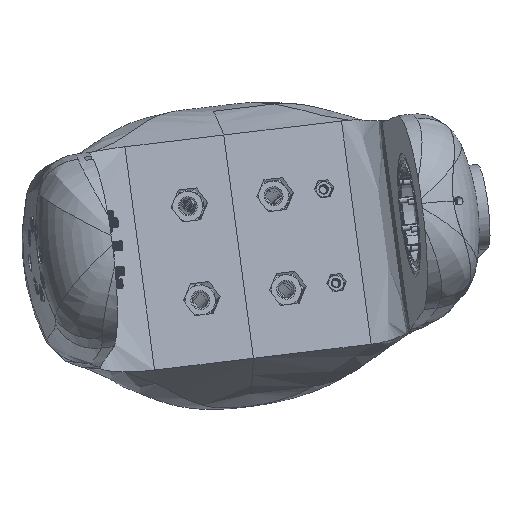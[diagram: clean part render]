
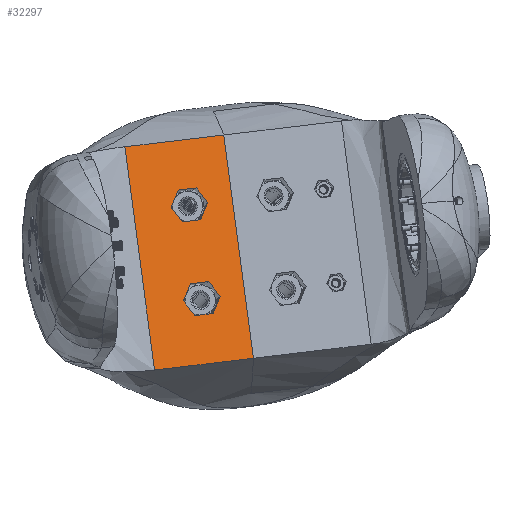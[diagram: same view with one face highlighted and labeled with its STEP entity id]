
A CAD part, top view. The second image highlights one B-rep face of the part: STEP entity #32297.
In plain terms, the highlighted face is planar.
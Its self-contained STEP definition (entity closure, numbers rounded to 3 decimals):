
#189 = LINE ( 'NONE', #41655, #3360 ) ;
#421 = DIRECTION ( 'NONE',  ( -0.866, 0., 0.5 ) ) ;
#620 = DIRECTION ( 'NONE',  ( 0.866, 0., -0.5 ) ) ;
#819 = CARTESIAN_POINT ( 'NONE',  ( 59.559, 54., 0. ) ) ;
#941 = LINE ( 'NONE', #14632, #27715 ) ;
#1410 = ORIENTED_EDGE ( 'NONE', *, *, #23799, .F. ) ;
#2288 = CARTESIAN_POINT ( 'NONE',  ( 59.559, 54., 53. ) ) ;
#2818 = ORIENTED_EDGE ( 'NONE', *, *, #26517, .F. ) ;
#3360 = VECTOR ( 'NONE', #21033, 1000. ) ;
#3411 = VERTEX_POINT ( 'NONE', #3659 ) ;
#3659 = CARTESIAN_POINT ( 'NONE',  ( -25., 54., 32.863 ) ) ;
#3940 = ORIENTED_EDGE ( 'NONE', *, *, #30468, .F. ) ;
#4371 = VERTEX_POINT ( 'NONE', #10308 ) ;
#5272 = EDGE_CURVE ( 'NONE', #27761, #24804, #40884, .T. ) ;
#5803 = CARTESIAN_POINT ( 'NONE',  ( 33.5, 54., 27.955 ) ) ;
#5997 = ORIENTED_EDGE ( 'NONE', *, *, #41955, .T. ) ;
#6014 = ORIENTED_EDGE ( 'NONE', *, *, #8254, .F. ) ;
#6284 = VECTOR ( 'NONE', #9185, 1000. ) ;
#6288 = EDGE_LOOP ( 'NONE', ( #19114, #28351, #31520, #5997 ) ) ;
#6346 = EDGE_CURVE ( 'NONE', #17837, #24423, #25232, .T. ) ;
#6534 = VERTEX_POINT ( 'NONE', #29962 ) ;
#6859 = ORIENTED_EDGE ( 'NONE', *, *, #23948, .F. ) ;
#7370 = ORIENTED_EDGE ( 'NONE', *, *, #11838, .F. ) ;
#7378 = CARTESIAN_POINT ( 'NONE',  ( -25., 54., 32.863 ) ) ;
#8138 = CARTESIAN_POINT ( 'NONE',  ( -59.559, 54., 0. ) ) ;
#8254 = EDGE_CURVE ( 'NONE', #18945, #36796, #26420, .T. ) ;
#9146 = CARTESIAN_POINT ( 'NONE',  ( 25., 54., 13.233 ) ) ;
#9155 = CARTESIAN_POINT ( 'NONE',  ( -16.5, 54., 27.955 ) ) ;
#9185 = DIRECTION ( 'NONE',  ( 0., 0., -1. ) ) ;
#9344 = DIRECTION ( 'NONE',  ( -1., 0., 0. ) ) ;
#9803 = CARTESIAN_POINT ( 'NONE',  ( -59.559, 54., 0. ) ) ;
#10094 = LINE ( 'NONE', #27331, #22634 ) ;
#10308 = CARTESIAN_POINT ( 'NONE',  ( 59.559, 54., 53. ) ) ;
#11173 = CARTESIAN_POINT ( 'NONE',  ( -33.5, 54., 18.141 ) ) ;
#11344 = ORIENTED_EDGE ( 'NONE', *, *, #27765, .F. ) ;
#11838 = EDGE_CURVE ( 'NONE', #43251, #19822, #16973, .T. ) ;
#12206 = DIRECTION ( 'NONE',  ( -0.866, 0., -0.5 ) ) ;
#12486 = PLANE ( 'NONE',  #21613 ) ;
#13372 = DIRECTION ( 'NONE',  ( 0., 1., 0. ) ) ;
#14060 = DIRECTION ( 'NONE',  ( 0., 0., 1. ) ) ;
#14293 = VERTEX_POINT ( 'NONE', #9146 ) ;
#14632 = CARTESIAN_POINT ( 'NONE',  ( -25., 54., 13.233 ) ) ;
#14732 = DIRECTION ( 'NONE',  ( 0., 0., -1. ) ) ;
#15072 = CARTESIAN_POINT ( 'NONE',  ( 33.5, 54., 27.955 ) ) ;
#15372 = ORIENTED_EDGE ( 'NONE', *, *, #16590, .F. ) ;
#15549 = CARTESIAN_POINT ( 'NONE',  ( -16.5, 54., 18.141 ) ) ;
#15637 = ORIENTED_EDGE ( 'NONE', *, *, #6346, .F. ) ;
#16590 = EDGE_CURVE ( 'NONE', #6534, #27583, #42895, .T. ) ;
#16603 = CARTESIAN_POINT ( 'NONE',  ( -25., 54., 13.233 ) ) ;
#16973 = LINE ( 'NONE', #30654, #18702 ) ;
#17837 = VERTEX_POINT ( 'NONE', #20019 ) ;
#17863 = CARTESIAN_POINT ( 'NONE',  ( 16.5, 54., 18.141 ) ) ;
#17935 = EDGE_LOOP ( 'NONE', ( #15637, #11344, #6859, #6014, #1410, #40367 ) ) ;
#18641 = CARTESIAN_POINT ( 'NONE',  ( 19.853, 54., 53. ) ) ;
#18702 = VECTOR ( 'NONE', #44304, 1000. ) ;
#18769 = CARTESIAN_POINT ( 'NONE',  ( 33.5, 54., 18.141 ) ) ;
#18945 = VERTEX_POINT ( 'NONE', #15072 ) ;
#19114 = ORIENTED_EDGE ( 'NONE', *, *, #25795, .T. ) ;
#19620 = FACE_BOUND ( 'NONE', #17935, .T. ) ;
#19822 = VERTEX_POINT ( 'NONE', #40928 ) ;
#20019 = CARTESIAN_POINT ( 'NONE',  ( 16.5, 54., 18.141 ) ) ;
#20724 = VERTEX_POINT ( 'NONE', #39481 ) ;
#21033 = DIRECTION ( 'NONE',  ( 0.866, 0., 0.5 ) ) ;
#21045 = LINE ( 'NONE', #41877, #24288 ) ;
#21613 = AXIS2_PLACEMENT_3D ( 'NONE', #26374, #13372, #33084 ) ;
#21870 = CARTESIAN_POINT ( 'NONE',  ( -33.5, 54., 27.955 ) ) ;
#22141 = LINE ( 'NONE', #18769, #28358 ) ;
#22634 = VECTOR ( 'NONE', #620, 1000. ) ;
#23288 = CARTESIAN_POINT ( 'NONE',  ( 25., 54., 32.863 ) ) ;
#23342 = VECTOR ( 'NONE', #43065, 1000. ) ;
#23799 = EDGE_CURVE ( 'NONE', #28744, #18945, #10094, .T. ) ;
#23849 = CARTESIAN_POINT ( 'NONE',  ( -16.5, 54., 27.955 ) ) ;
#23948 = EDGE_CURVE ( 'NONE', #36796, #14293, #22141, .T. ) ;
#24288 = VECTOR ( 'NONE', #421, 1000. ) ;
#24423 = VERTEX_POINT ( 'NONE', #30300 ) ;
#24472 = ORIENTED_EDGE ( 'NONE', *, *, #27215, .F. ) ;
#24804 = VERTEX_POINT ( 'NONE', #9803 ) ;
#25019 = DIRECTION ( 'NONE',  ( 0.866, 0., 0.5 ) ) ;
#25176 = B_SPLINE_CURVE_WITH_KNOTS ( 'NONE', 3,
 ( #36539, #39939, #18641, #2288 ),
 .UNSPECIFIED., .F., .F.,
 ( 4, 4 ),
 ( 0., 1. ),
 .UNSPECIFIED. ) ;
#25232 = LINE ( 'NONE', #17863, #29765 ) ;
#25584 = EDGE_CURVE ( 'NONE', #24804, #20724, #32548, .T. ) ;
#25707 = LINE ( 'NONE', #21870, #35253 ) ;
#25795 = EDGE_CURVE ( 'NONE', #4371, #27761, #42512, .T. ) ;
#25878 = VERTEX_POINT ( 'NONE', #9155 ) ;
#26374 = CARTESIAN_POINT ( 'NONE',  ( 196., 54., 83. ) ) ;
#26393 = VECTOR ( 'NONE', #34677, 1000. ) ;
#26420 = LINE ( 'NONE', #5803, #6284 ) ;
#26517 = EDGE_CURVE ( 'NONE', #27583, #43251, #941, .T. ) ;
#27006 = CARTESIAN_POINT ( 'NONE',  ( 196., 54., 0. ) ) ;
#27215 = EDGE_CURVE ( 'NONE', #3411, #25878, #38034, .T. ) ;
#27331 = CARTESIAN_POINT ( 'NONE',  ( 25., 54., 32.863 ) ) ;
#27583 = VERTEX_POINT ( 'NONE', #16603 ) ;
#27715 = VECTOR ( 'NONE', #28303, 1000. ) ;
#27761 = VERTEX_POINT ( 'NONE', #28229 ) ;
#27765 = EDGE_CURVE ( 'NONE', #14293, #17837, #21045, .T. ) ;
#28229 = CARTESIAN_POINT ( 'NONE',  ( 59.559, 54., 0. ) ) ;
#28303 = DIRECTION ( 'NONE',  ( -0.866, 0., 0.5 ) ) ;
#28351 = ORIENTED_EDGE ( 'NONE', *, *, #5272, .T. ) ;
#28358 = VECTOR ( 'NONE', #32456, 1000. ) ;
#28744 = VERTEX_POINT ( 'NONE', #23288 ) ;
#29765 = VECTOR ( 'NONE', #14060, 1000. ) ;
#29962 = CARTESIAN_POINT ( 'NONE',  ( -16.5, 54., 18.141 ) ) ;
#30300 = CARTESIAN_POINT ( 'NONE',  ( 16.5, 54., 27.955 ) ) ;
#30468 = EDGE_CURVE ( 'NONE', #25878, #6534, #40867, .T. ) ;
#30654 = CARTESIAN_POINT ( 'NONE',  ( -33.5, 54., 18.141 ) ) ;
#31520 = ORIENTED_EDGE ( 'NONE', *, *, #25584, .T. ) ;
#32164 = EDGE_CURVE ( 'NONE', #19822, #3411, #25707, .T. ) ;
#32297 = ADVANCED_FACE ( 'NONE', ( #19620, #44031, #36850 ), #12486, .T. ) ;
#32456 = DIRECTION ( 'NONE',  ( -0.866, 0., -0.5 ) ) ;
#32548 = LINE ( 'NONE', #8138, #23342 ) ;
#33084 = DIRECTION ( 'NONE',  ( 0., 0., -1. ) ) ;
#33381 = VECTOR ( 'NONE', #14732, 1000. ) ;
#33683 = VECTOR ( 'NONE', #12206, 1000. ) ;
#34677 = DIRECTION ( 'NONE',  ( 0.866, 0., -0.5 ) ) ;
#35253 = VECTOR ( 'NONE', #25019, 1000. ) ;
#35881 = CARTESIAN_POINT ( 'NONE',  ( 33.5, 54., 18.141 ) ) ;
#36539 = CARTESIAN_POINT ( 'NONE',  ( -59.559, 54., 53. ) ) ;
#36602 = DIRECTION ( 'NONE',  ( 0., 0., -1. ) ) ;
#36796 = VERTEX_POINT ( 'NONE', #35881 ) ;
#36850 = FACE_OUTER_BOUND ( 'NONE', #6288, .T. ) ;
#37746 = VECTOR ( 'NONE', #36602, 1000. ) ;
#38034 = LINE ( 'NONE', #7378, #26393 ) ;
#39481 = CARTESIAN_POINT ( 'NONE',  ( -59.559, 54., 53. ) ) ;
#39939 = CARTESIAN_POINT ( 'NONE',  ( -19.853, 54., 53. ) ) ;
#40367 = ORIENTED_EDGE ( 'NONE', *, *, #40443, .F. ) ;
#40443 = EDGE_CURVE ( 'NONE', #24423, #28744, #189, .T. ) ;
#40867 = LINE ( 'NONE', #23849, #37746 ) ;
#40884 = LINE ( 'NONE', #27006, #43181 ) ;
#40928 = CARTESIAN_POINT ( 'NONE',  ( -33.5, 54., 27.955 ) ) ;
#41655 = CARTESIAN_POINT ( 'NONE',  ( 16.5, 54., 27.955 ) ) ;
#41661 = EDGE_LOOP ( 'NONE', ( #7370, #2818, #15372, #3940, #24472, #42954 ) ) ;
#41877 = CARTESIAN_POINT ( 'NONE',  ( 25., 54., 13.233 ) ) ;
#41955 = EDGE_CURVE ( 'NONE', #20724, #4371, #25176, .T. ) ;
#42512 = LINE ( 'NONE', #819, #33381 ) ;
#42895 = LINE ( 'NONE', #15549, #33683 ) ;
#42954 = ORIENTED_EDGE ( 'NONE', *, *, #32164, .F. ) ;
#43065 = DIRECTION ( 'NONE',  ( 0., 0., 1. ) ) ;
#43181 = VECTOR ( 'NONE', #9344, 1000. ) ;
#43251 = VERTEX_POINT ( 'NONE', #11173 ) ;
#44031 = FACE_BOUND ( 'NONE', #41661, .T. ) ;
#44304 = DIRECTION ( 'NONE',  ( 0., 0., 1. ) ) ;
